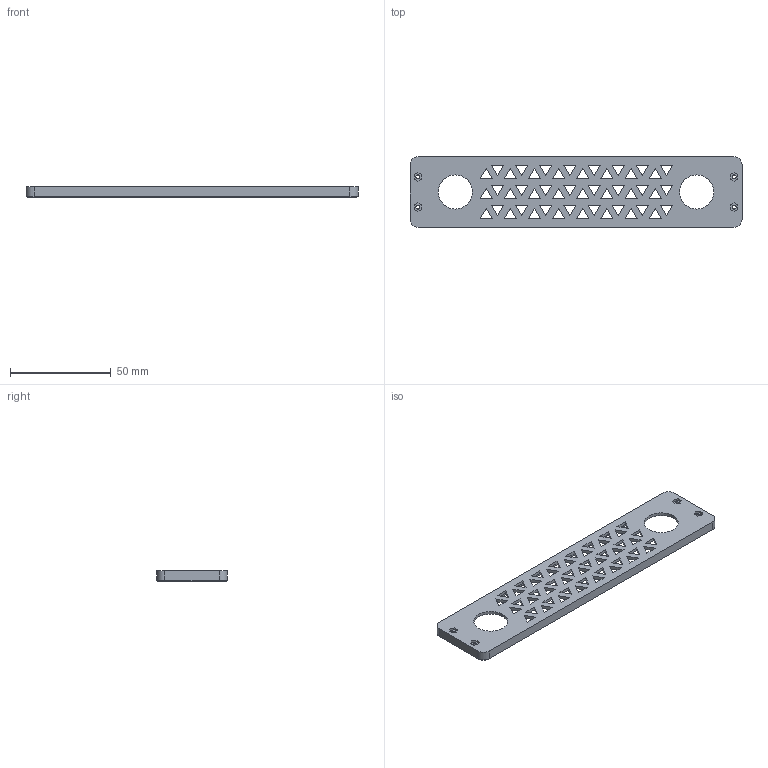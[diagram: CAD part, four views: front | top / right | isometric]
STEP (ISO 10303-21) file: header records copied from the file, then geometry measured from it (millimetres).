
FILE_DESCRIPTION (( 'STEP AP214' ), '1' );
FILE_NAME ('CameraTop.STEP', '2024-03-05T12:04:28', ( '' ), ( '' ), 'SwSTEP 2.0', 'SolidWorks 2024', '' );
FILE_SCHEMA (( 'AUTOMOTIVE_DESIGN' ));
Length unit declared in the file: millimetre
Products named in the file (1): CameraTop
Bounding box: 165 x 35 x 5.2 mm (x, y, z)
Volume: 9923.8 mm3; surface area: 14235.5 mm2
Topology: 1 solids, 1 shells, 240 faces, 696 edges, 464 vertices
Faces by surface type: plane 198, cylinder 42
Entity records: 8063 total; most frequent: CARTESIAN_POINT 1401, ORIENTED_EDGE 1392, DIRECTION 1262, EDGE_CURVE 696, LINE 612, VECTOR 612, VERTEX_POINT 464, EDGE_LOOP 354
